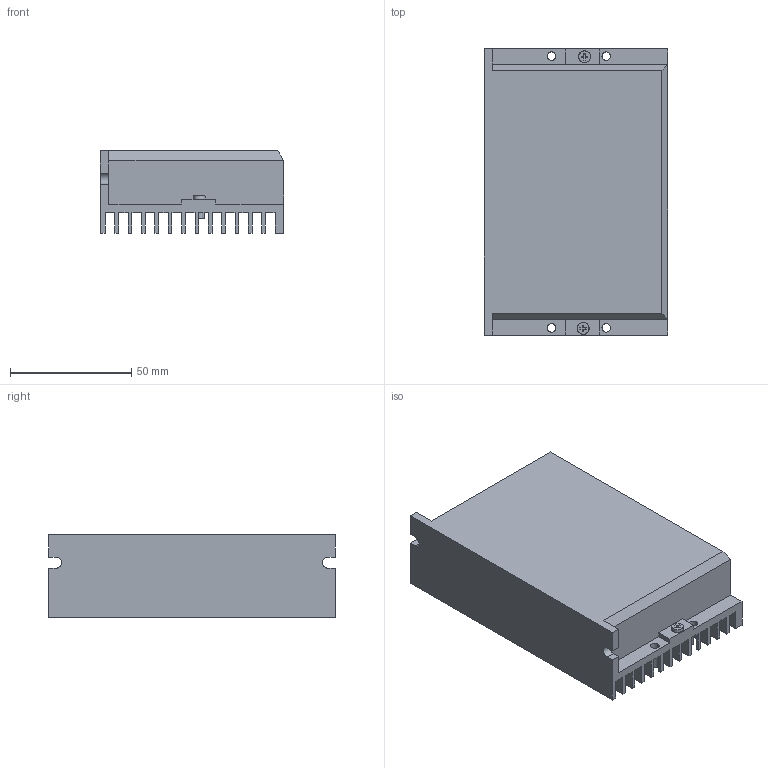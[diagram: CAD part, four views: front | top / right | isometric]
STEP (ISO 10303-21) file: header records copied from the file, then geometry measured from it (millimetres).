
FILE_DESCRIPTION (( 'STEP AP214' ), '1' );
FILE_NAME ('DM556.STEP', '2023-08-21T13:40:19', ( '' ), ( '' ), 'SwSTEP 2.0', 'SolidWorks 2021', '' );
FILE_SCHEMA (( 'AUTOMOTIVE_DESIGN' ));
Length unit declared in the file: millimetre
Products named in the file (1): DM556
Bounding box: 75.5 x 118 x 34 mm (x, y, z)
Volume: 228671.7 mm3; surface area: 56213.2 mm2
Topology: 3 solids, 3 shells, 160 faces, 453 edges, 300 vertices
Faces by surface type: plane 126, cylinder 22, cone 8, torus 4
Entity records: 5217 total; most frequent: CARTESIAN_POINT 914, ORIENTED_EDGE 906, DIRECTION 855, EDGE_CURVE 453, VECTOR 373, LINE 373, VERTEX_POINT 300, AXIS2_PLACEMENT_3D 241
